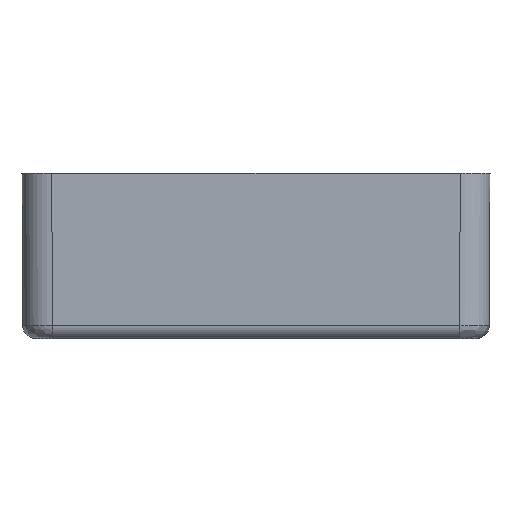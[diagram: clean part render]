
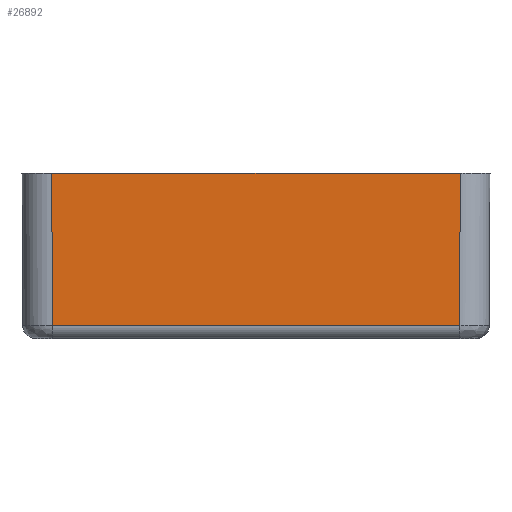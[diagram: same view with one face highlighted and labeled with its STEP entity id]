
A CAD part, front view. The second image highlights one B-rep face of the part: STEP entity #26892.
In plain terms, the highlighted planar face has unit normal (0, -1, -0.004).
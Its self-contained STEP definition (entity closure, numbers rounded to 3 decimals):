
#1657=CARTESIAN_POINT('',(30.9,-82.85,0.0));
#1658=VERTEX_POINT('',#1657);
#1708=CARTESIAN_POINT('',(-30.9,-82.85,0.0));
#1709=VERTEX_POINT('',#1708);
#1717=CARTESIAN_POINT('',(30.9,-82.85,0.0));
#1718=DIRECTION('',(-1.0,0.0,0.0));
#1719=VECTOR('',#1718,61.8);
#1720=LINE('',#1717,#1719);
#1721=EDGE_CURVE('',#1658,#1709,#1720,.T.);
#26379=CARTESIAN_POINT('',(30.8,-82.75,-23.009));
#26380=VERTEX_POINT('',#26379);
#26513=CARTESIAN_POINT('',(-30.8,-82.75,-23.009));
#26514=VERTEX_POINT('',#26513);
#26531=CARTESIAN_POINT('',(30.8,-82.75,-23.009));
#26532=DIRECTION('',(-1.0,0.0,0.0));
#26533=VECTOR('',#26532,61.599);
#26534=LINE('',#26531,#26533);
#26535=EDGE_CURVE('',#26380,#26514,#26534,.T.);
#26860=CARTESIAN_POINT('',(-30.8,-82.75,-23.009));
#26861=DIRECTION('',(-0.004,-0.004,1.));
#26862=VECTOR('',#26861,23.009);
#26863=LINE('',#26860,#26862);
#26864=EDGE_CURVE('',#26514,#1709,#26863,.T.);
#26876=CARTESIAN_POINT('',(-35.4,-82.85,0.0));
#26877=DIRECTION('',(0.0,-1.,-0.004));
#26878=DIRECTION('',(-1.0,0.0,0.0));
#26879=AXIS2_PLACEMENT_3D('',#26876,#26877,#26878);
#26880=PLANE('',#26879);
#26881=ORIENTED_EDGE('',*,*,#26535,.F.);
#26882=CARTESIAN_POINT('',(30.9,-82.85,0.0));
#26883=DIRECTION('',(-0.004,0.004,-1.));
#26884=VECTOR('',#26883,23.009);
#26885=LINE('',#26882,#26884);
#26886=EDGE_CURVE('',#1658,#26380,#26885,.T.);
#26887=ORIENTED_EDGE('',*,*,#26886,.F.);
#26888=ORIENTED_EDGE('',*,*,#1721,.T.);
#26889=ORIENTED_EDGE('',*,*,#26864,.F.);
#26890=EDGE_LOOP('',(#26881,#26887,#26888,#26889));
#26891=FACE_OUTER_BOUND('',#26890,.T.);
#26892=ADVANCED_FACE('',(#26891),#26880,.T.);
